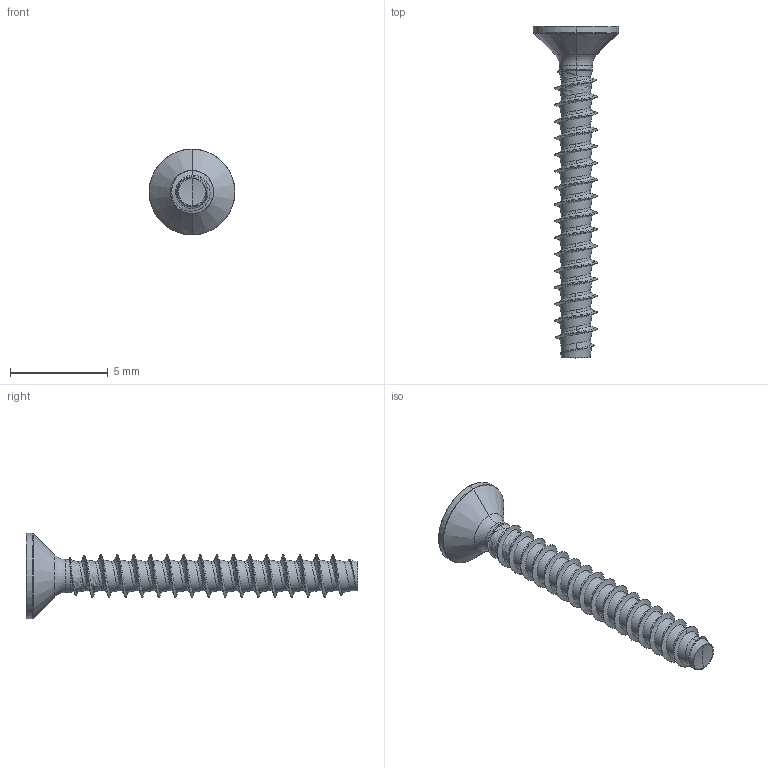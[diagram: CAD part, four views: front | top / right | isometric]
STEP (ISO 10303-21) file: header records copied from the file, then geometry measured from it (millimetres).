
FILE_DESCRIPTION (( 'STEP AP203' ), '1' );
FILE_NAME ('STP410220170.STEP', '2019-05-16T01:03:05', ( '' ), ( '' ), 'SwSTEP 2.0', 'SolidWorks 2015', '' );
FILE_SCHEMA (( 'CONFIG_CONTROL_DESIGN' ));
Length unit declared in the file: millimetre
Products named in the file (2): STP410220170
Bounding box: 4.4 x 17 x 4.4 mm (x, y, z)
Volume: 47.1 mm3; surface area: 165 mm2
Topology: 1 solids, 1 shells, 117 faces, 299 edges, 184 vertices
Faces by surface type: cylinder 59, bspline 35, cone 13, torus 6, sphere 2, plane 2
Entity records: 21168 total; most frequent: CARTESIAN_POINT 18648, ORIENTED_EDGE 594, DIRECTION 362, EDGE_CURVE 297, VERTEX_POINT 184, AXIS2_PLACEMENT_3D 143, B_SPLINE_CURVE_WITH_KNOTS 127, EDGE_LOOP 119
